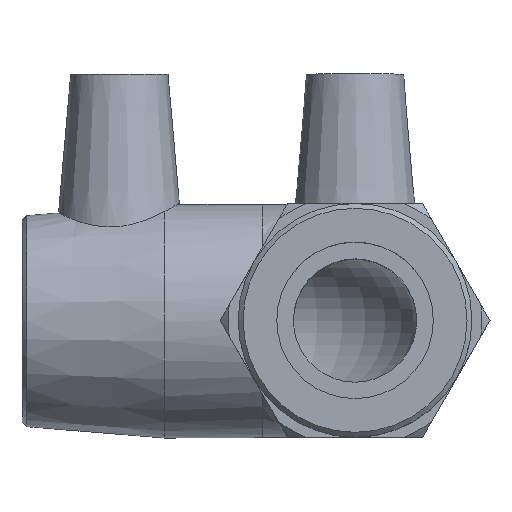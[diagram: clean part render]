
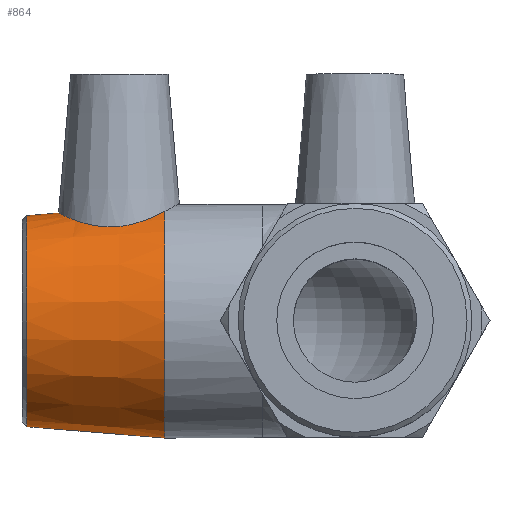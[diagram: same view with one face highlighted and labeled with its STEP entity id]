
A CAD part, top view. The second image highlights one B-rep face of the part: STEP entity #864.
In plain terms, the highlighted conical face has half-angle 4.677 degrees and reference radius 17.1 mm.
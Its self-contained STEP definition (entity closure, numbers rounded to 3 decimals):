
#18=B_SPLINE_CURVE_WITH_KNOTS('',3,(#1491,#1492,#1493,#1494,#1495,#1496,
#1497,#1498,#1499,#1500,#1501,#1502,#1503,#1504,#1505,#1506,#1507,#1508,
#1509,#1510,#1511,#1512,#1513,#1514),.UNSPECIFIED.,.F.,.F.,(4,2,2,2,2,2,
2,2,2,2,2,4),(0.,0.35,0.699,1.051,1.403,
1.755,2.107,2.457,2.806,3.192,
3.578,3.663),.UNSPECIFIED.);
#19=B_SPLINE_CURVE_WITH_KNOTS('',3,(#1517,#1518,#1519,#1520,#1521,#1522,
#1523,#1524),.UNSPECIFIED.,.F.,.F.,(4,2,2,4),(-0.856,-0.772,
-0.386,0.),.UNSPECIFIED.);
#42=FACE_BOUND('',#243,.T.);
#171=FACE_OUTER_BOUND('',#242,.T.);
#242=EDGE_LOOP('',(#676,#677,#678));
#243=EDGE_LOOP('',(#679));
#339=CIRCLE('',#955,16.261);
#340=CIRCLE('',#957,18.);
#446=VERTEX_POINT('',#1486);
#447=VERTEX_POINT('',#1489);
#448=VERTEX_POINT('',#1490);
#449=VERTEX_POINT('',#1515);
#543=EDGE_CURVE('',#446,#446,#339,.T.);
#544=EDGE_CURVE('',#447,#448,#18,.T.);
#545=EDGE_CURVE('',#449,#448,#340,.T.);
#546=EDGE_CURVE('',#449,#447,#19,.T.);
#676=ORIENTED_EDGE('',*,*,#544,.T.);
#677=ORIENTED_EDGE('',*,*,#545,.F.);
#678=ORIENTED_EDGE('',*,*,#546,.T.);
#679=ORIENTED_EDGE('',*,*,#543,.F.);
#832=CONICAL_SURFACE('',#956,17.1,4.677);
#864=ADVANCED_FACE('',(#171,#42),#832,.T.);
#955=AXIS2_PLACEMENT_3D('',#1487,#1139,#1140);
#956=AXIS2_PLACEMENT_3D('',#1488,#1141,#1142);
#957=AXIS2_PLACEMENT_3D('',#1516,#1143,#1144);
#1139=DIRECTION('center_axis',(-1.,0.,0.));
#1140=DIRECTION('ref_axis',(0.,-1.,0.));
#1141=DIRECTION('center_axis',(1.,0.,0.));
#1142=DIRECTION('ref_axis',(0.,1.,0.));
#1143=DIRECTION('center_axis',(1.,0.,0.));
#1144=DIRECTION('ref_axis',(0.,0.,-1.));
#1486=CARTESIAN_POINT('',(-50.552,16.261,0.));
#1487=CARTESIAN_POINT('Origin',(-50.552,0.,0.));
#1488=CARTESIAN_POINT('Origin',(-40.3,0.,0.));
#1489=CARTESIAN_POINT('',(-36.785,14.536,9.54));
#1490=CARTESIAN_POINT('',(-29.3,16.901,-6.192));
#1491=CARTESIAN_POINT('Ctrl Pts',(-36.785,14.536,9.54));
#1492=CARTESIAN_POINT('Ctrl Pts',(-37.947,14.457,9.488));
#1493=CARTESIAN_POINT('Ctrl Pts',(-39.162,14.539,9.194));
#1494=CARTESIAN_POINT('Ctrl Pts',(-41.354,14.942,8.155));
#1495=CARTESIAN_POINT('Ctrl Pts',(-42.335,15.251,7.411));
#1496=CARTESIAN_POINT('Ctrl Pts',(-43.876,15.819,5.746));
#1497=CARTESIAN_POINT('Ctrl Pts',(-44.547,16.121,4.703));
#1498=CARTESIAN_POINT('Ctrl Pts',(-45.443,16.544,2.417));
#1499=CARTESIAN_POINT('Ctrl Pts',(-45.667,16.661,1.173));
#1500=CARTESIAN_POINT('Ctrl Pts',(-45.667,16.661,-1.173));
#1501=CARTESIAN_POINT('Ctrl Pts',(-45.443,16.544,-2.417));
#1502=CARTESIAN_POINT('Ctrl Pts',(-44.547,16.121,-4.703));
#1503=CARTESIAN_POINT('Ctrl Pts',(-43.876,15.819,-5.746));
#1504=CARTESIAN_POINT('Ctrl Pts',(-42.335,15.251,-7.411));
#1505=CARTESIAN_POINT('Ctrl Pts',(-41.354,14.942,-8.155));
#1506=CARTESIAN_POINT('Ctrl Pts',(-39.162,14.539,-9.194));
#1507=CARTESIAN_POINT('Ctrl Pts',(-37.947,14.457,-9.488));
#1508=CARTESIAN_POINT('Ctrl Pts',(-35.503,14.624,-9.598));
#1509=CARTESIAN_POINT('Ctrl Pts',(-34.177,14.912,-9.37));
#1510=CARTESIAN_POINT('Ctrl Pts',(-31.777,15.703,-8.398));
#1511=CARTESIAN_POINT('Ctrl Pts',(-30.698,16.193,-7.655));
#1512=CARTESIAN_POINT('Ctrl Pts',(-29.658,16.715,-6.603));
#1513=CARTESIAN_POINT('Ctrl Pts',(-29.476,16.809,-6.403));
#1514=CARTESIAN_POINT('Ctrl Pts',(-29.3,16.901,-6.192));
#1515=CARTESIAN_POINT('',(-29.3,16.901,6.192));
#1516=CARTESIAN_POINT('Origin',(-29.3,0.,0.));
#1517=CARTESIAN_POINT('Ctrl Pts',(-29.3,16.901,6.192));
#1518=CARTESIAN_POINT('Ctrl Pts',(-29.476,16.809,6.403));
#1519=CARTESIAN_POINT('Ctrl Pts',(-29.658,16.715,6.603));
#1520=CARTESIAN_POINT('Ctrl Pts',(-30.698,16.193,7.655));
#1521=CARTESIAN_POINT('Ctrl Pts',(-31.777,15.703,8.398));
#1522=CARTESIAN_POINT('Ctrl Pts',(-34.177,14.912,9.37));
#1523=CARTESIAN_POINT('Ctrl Pts',(-35.503,14.624,9.598));
#1524=CARTESIAN_POINT('Ctrl Pts',(-36.785,14.536,9.54));
